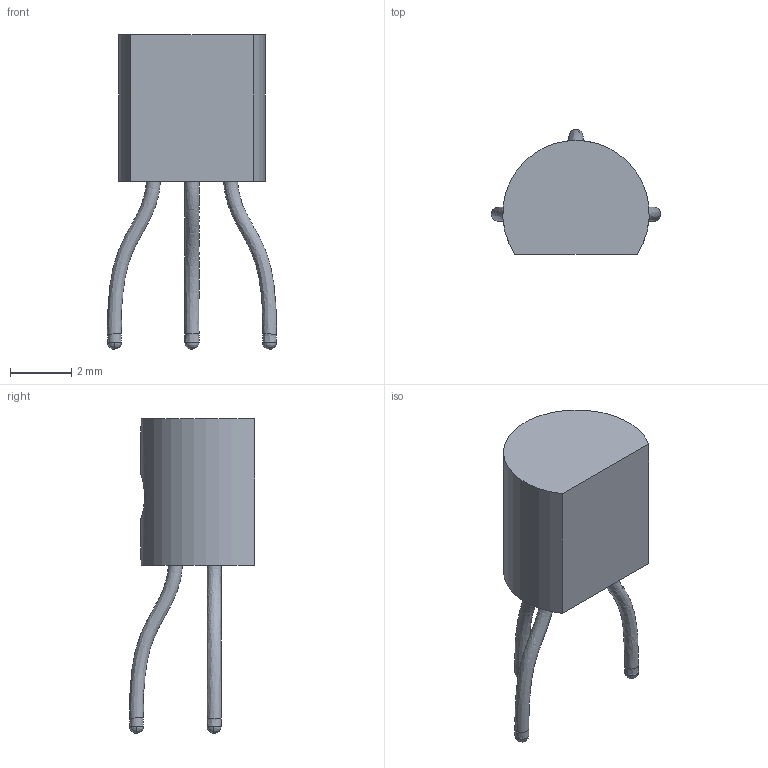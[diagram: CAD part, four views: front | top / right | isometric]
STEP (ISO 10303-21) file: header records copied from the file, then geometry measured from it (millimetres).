
FILE_DESCRIPTION(('FreeCAD Model'),'2;1');
FILE_NAME('Open CASCADE Shape Model','2023-01-18T17:07:53',(''),(''), 'Open CASCADE STEP processor 7.6','FreeCAD','Unknown');
FILE_SCHEMA(('AUTOMOTIVE_DESIGN { 1 0 10303 214 1 1 1 1 }'));
Length unit declared in the file: millimetre
Products named in the file (5): TO92-Wide; Compound; Compound001; Compound002; Compound003
Assembly tree (4 placements, depth 2):
  TO92-Wide
    Compound
    Compound001
    Compound002
    Compound003
Bounding box: 5.54 x 4.1 x 10.3 mm (x, y, z)
Volume: 74.9 mm3; surface area: 125.1 mm2
Topology: 4 solids, 4 shells, 24 faces, 39 edges, 24 vertices
Faces by surface type: plane 10, bspline 9, extrusion 3, cylinder 2
Full cylindrical faces by diameter (mm): 1.5 x1
Entity records: 1802 total; most frequent: CARTESIAN_POINT 1353, ORIENTED_EDGE 78, DIRECTION 51, EDGE_CURVE 39, FACE_BOUND 25, EDGE_LOOP 25, ADVANCED_FACE 24, VERTEX_POINT 24
